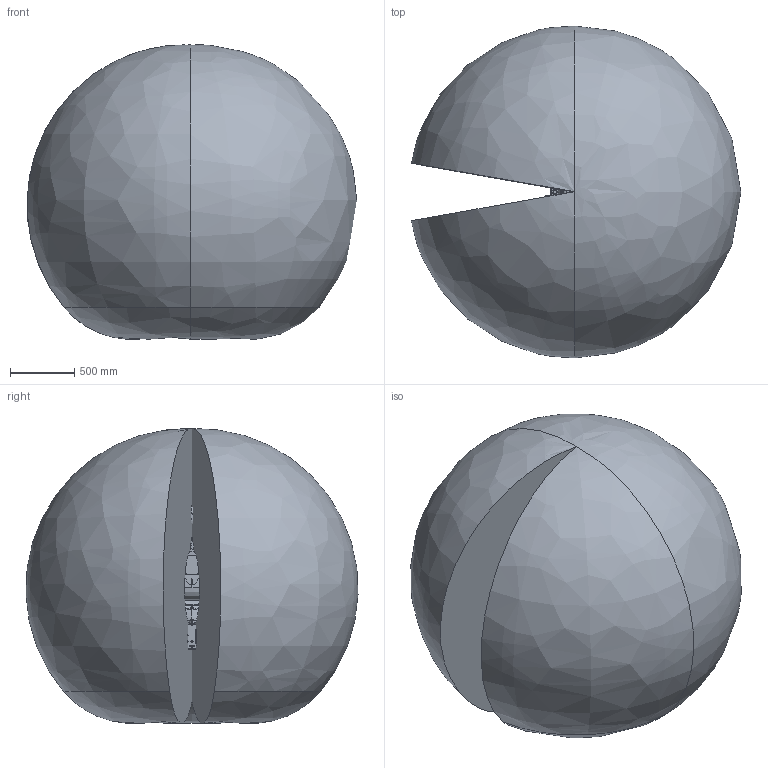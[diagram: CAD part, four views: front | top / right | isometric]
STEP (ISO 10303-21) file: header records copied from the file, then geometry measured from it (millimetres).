
FILE_DESCRIPTION (( 'STEP AP214' ), '1' );
FILE_NAME ('ER8-1300 机器人数模.STEP', '2024-07-29T10:14:24', ( '' ), ( '' ), 'SwSTEP 2.0', 'SolidWorks 2016', '' );
FILE_SCHEMA (( 'AUTOMOTIVE_DESIGN' ));
Length unit declared in the file: millimetre
Products named in the file (10): 复件 手腕部分^ER8-1300 机器人数模 V1.2 (2016); 复件 电机座部分^ER8-1300 机器人数模 V1.2 (2016); 复件 大臂部分^ER8-1300 机器人数模 V1.2 (2016); 复件 底座部分^ER8-1300 机器人数模 V1.2 (2016); 复件 小臂部分^ER8-1300 机器人数模 V1.2 (2016); 复件 运动范围^ER8-1300 机器人数模 V1.2 (2016); 复件 末端法兰^ER8-1300 机器人数模 V1.2 (2016); ER8-1300 机器人数模; 复件 加长杆^ER8-1300 机器人数模 V1.2 (2016); 复件 转座部分^ER8-1300 机器人数模 V1.2 (2016)
Assembly tree (9 placements, depth 2):
  ER8-1300 机器人数模
    复件 底座部分^ER8-1300 机器人数模 V1.2 (2016)
    复件 电机座部分^ER8-1300 机器人数模 V1.2 (2016)
    复件 末端法兰^ER8-1300 机器人数模 V1.2 (2016)
    复件 手腕部分^ER8-1300 机器人数模 V1.2 (2016)
    复件 小臂部分^ER8-1300 机器人数模 V1.2 (2016)
    复件 转座部分^ER8-1300 机器人数模 V1.2 (2016)
    复件 大臂部分^ER8-1300 机器人数模 V1.2 (2016)
    复件 运动范围^ER8-1300 机器人数模 V1.2 (2016)
    复件 加长杆^ER8-1300 机器人数模 V1.2 (2016)
Bounding box: 2560.55 x 2579.61 x 2287.13 mm (x, y, z)
Volume: 7999119676.8 mm3; surface area: 27305863.9 mm2
Topology: 43 solids, 50 shells, 3519 faces, 8657 edges, 5483 vertices
Faces by surface type: plane 1139, cylinder 930, bspline 766, cone 487, torus 197
Entity records: 212659 total; most frequent: CARTESIAN_POINT 135459, ORIENTED_EDGE 17106, DIRECTION 14071, EDGE_CURVE 8555, AXIS2_PLACEMENT_3D 5659, VERTEX_POINT 5483, EDGE_LOOP 3946, ADVANCED_FACE 3519
